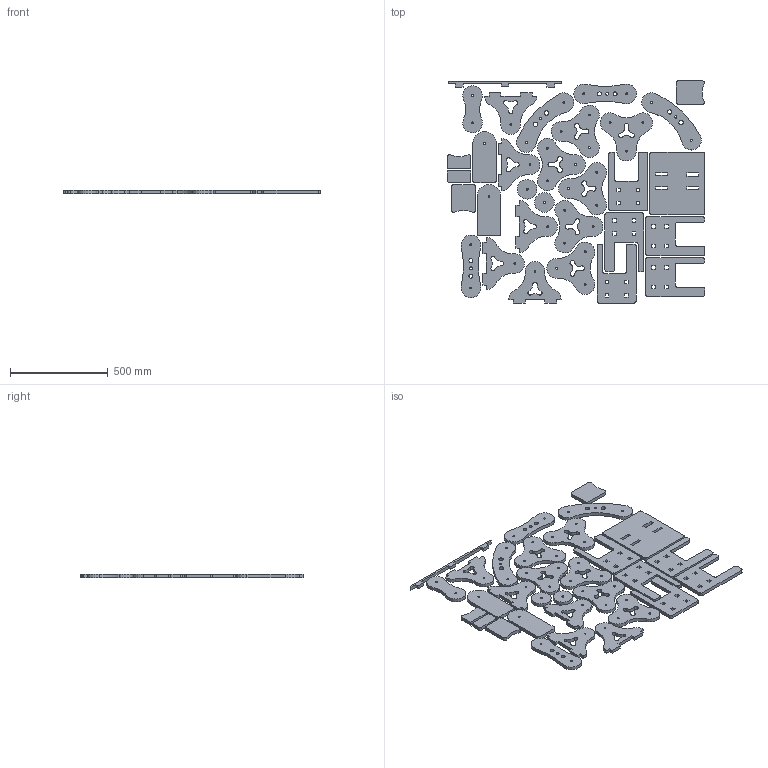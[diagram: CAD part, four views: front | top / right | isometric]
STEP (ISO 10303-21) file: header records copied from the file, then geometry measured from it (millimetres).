
FILE_DESCRIPTION(/* description */ (''),/* implementation_level */ '2;1');
FILE_NAME(/* name */ 'Workstation.step',/* time_stamp */ '2023-06-15T13:08:06+05:30',/* author */ (''),/* organization */ (''),/* preprocessor_version */ 'ST-DEVELOPER v19.2',/* originating_system */ 'Autodesk Translation Framework v12.6.0.85',/* authorisation */ '');
FILE_SCHEMA (('AUTOMOTIVE_DESIGN { 1 0 10303 214 3 1 1 }'));
Length unit declared in the file: millimetre
Products named in the file (17): Assembly1; bottom arm; centre washer; front arm; pivot plate; pivotmount; BACKPLATE; stopper; holder; center spacer; holderspacer; bracket; bottom curvearm; Component16; Component17; Component18; Component19
Assembly tree (30 placements, depth 2):
  Assembly1
    pivot plate  x6
    centre washer  x2
    pivotmount  x5
    front arm  x2
    bottom curvearm  x2
    bottom arm
    BACKPLATE
    stopper
    holder  x2
    center spacer
    holderspacer  x2
    bracket
    Component16
    Component17
    Component18
    Component19
Bounding box: 1312.99 x 1133.81 x 18 mm (x, y, z)
Volume: 16281379 mm3; surface area: 2392598 mm2
Topology: 31 solids, 31 shells, 547 faces, 1455 edges, 970 vertices
Faces by surface type: plane 282, cylinder 265
Full cylindrical faces by diameter (mm): 8.333 x5, 10 x32, 12 x2, 15 x2, 20 x4, 22 x4, 100 x2
Entity records: 11035 total; most frequent: DIRECTION 1843, CARTESIAN_POINT 1827, ORIENTED_EDGE 1746, EDGE_CURVE 873, LINE 647, VECTOR 647, AXIS2_PLACEMENT_3D 598, VERTEX_POINT 582
